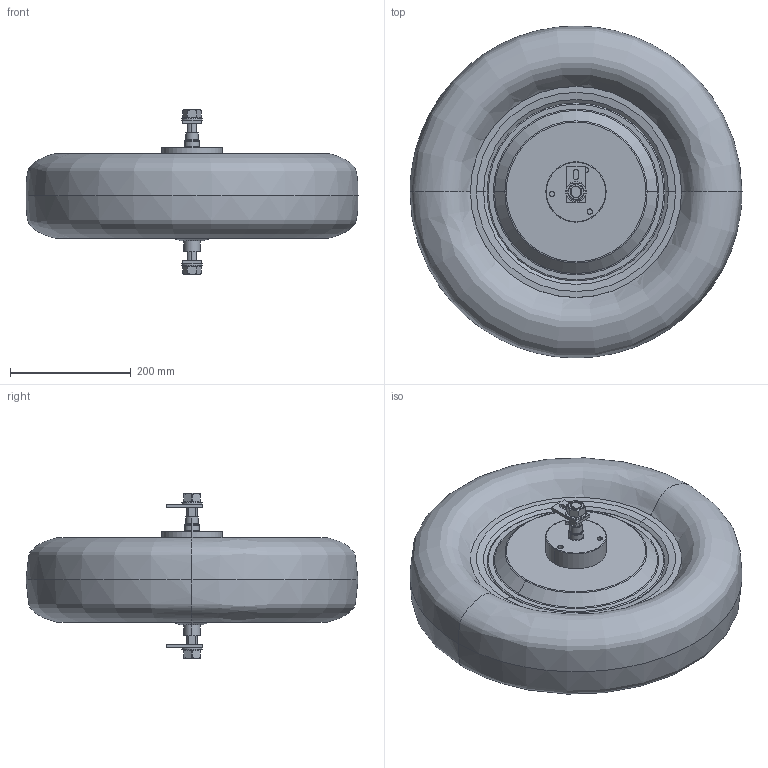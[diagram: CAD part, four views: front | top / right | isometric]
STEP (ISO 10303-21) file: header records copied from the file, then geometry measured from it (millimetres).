
FILE_DESCRIPTION(('STEP AP214'),'1');
FILE_NAME('QS273 6000W Scooter Motor 14 + RearTire 160-60-14.stp','2014-09-26T10:03:25',('bredihin'),(' '),'Spatial InterOp 3D','CST ACIS InterOp Converter 2009',' ');
FILE_SCHEMA(('automotive_design'));
Length unit declared in the file: millimetre
Products named in the file (9): QS273 8000W ScooterMotor|Выступ 1; QS273 8000W ScooterMotor|Гайка М18_1; QS273 8000W ScooterMotor|Шайба М18_1_1_1_1; QS273 8000W ScooterMotor|Гайка М18_1_1; QS273 8000W ScooterMotor|Шайба М18_1_1_1_1_1; QS273 8000W ScooterMotor|Крепление_1; QS273 8000W ScooterMotor|Крепление_1_1; QS273 8000W ScooterMotor|Обод; Tire 150-60-14|Покрышка 160-60-14
Bounding box: 550.25 x 550.25 x 275 mm (x, y, z)
Volume: 10018843.6 mm3; surface area: 1484127.2 mm2
Topology: 9 solids, 9 shells, 427 faces, 1026 edges, 610 vertices
Faces by surface type: cylinder 172, plane 65, cone 64, torus 50, sphere 32, bspline 28, revolution 16
Entity records: 25787 total; most frequent: CARTESIAN_POINT 12534, ORIENTED_EDGE 2020, DIRECTION 2016, EDGE_CURVE 1010, AXIS2_PLACEMENT_3D 842, VERTEX_POINT 610, EDGE_LOOP 456, CIRCLE 450
